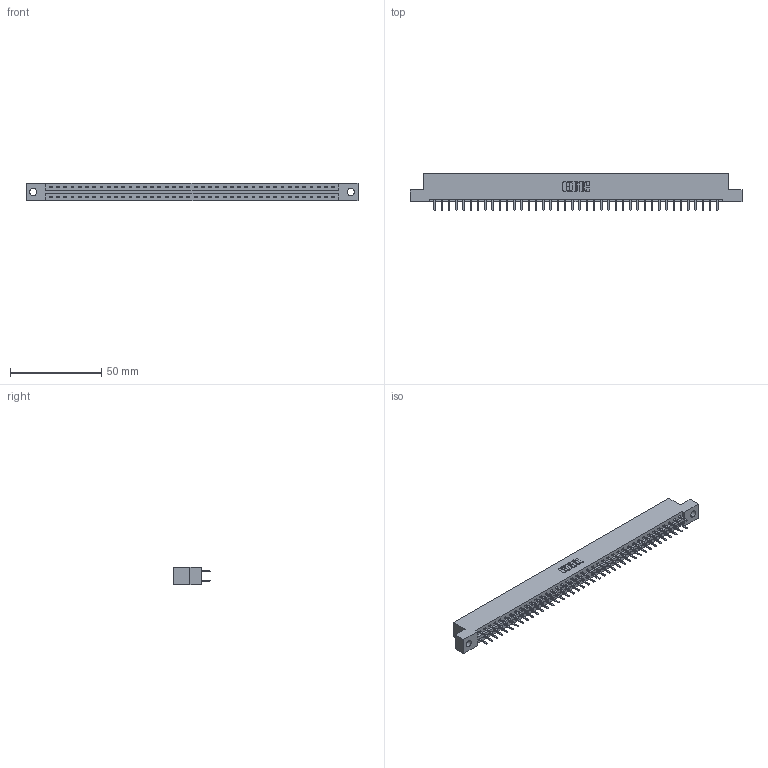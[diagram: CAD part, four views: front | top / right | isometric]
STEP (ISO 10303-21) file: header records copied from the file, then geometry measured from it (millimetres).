
FILE_DESCRIPTION (( 'STEP AP203' ), '1' );
FILE_NAME ('387-080-520-204.STEP', '2019-10-22T07:33:14', ( '' ), ( '' ), 'SwSTEP 2.0', 'SolidWorks 2016', '' );
FILE_SCHEMA (( 'CONFIG_CONTROL_DESIGN' ));
Length unit declared in the file: inch
Products named in the file (3): 345-292-001_345-293-120; 337 Part_Flush Mounting Lugs - 0.156 Dia-TH; 387-080-520-204
Assembly tree (81 placements, depth 2):
  387-080-520-204
    337 Part_Flush Mounting Lugs - 0.156 Dia-TH
    345-292-001_345-293-120  x80
Bounding box: 181.51 x 20.02 x 9.4 mm (x, y, z)
Volume: 18979.1 mm3; surface area: 21133.6 mm2
Topology: 81 solids, 81 shells, 4754 faces, 13831 edges, 9006 vertices
Faces by surface type: plane 3270, cylinder 1484
Entity records: 31389 total; most frequent: CARTESIAN_POINT 5302, ORIENTED_EDGE 5226, DIRECTION 4501, EDGE_CURVE 2613, VECTOR 2481, LINE 2481, VERTEX_POINT 1738, AXIS2_PLACEMENT_3D 1010
